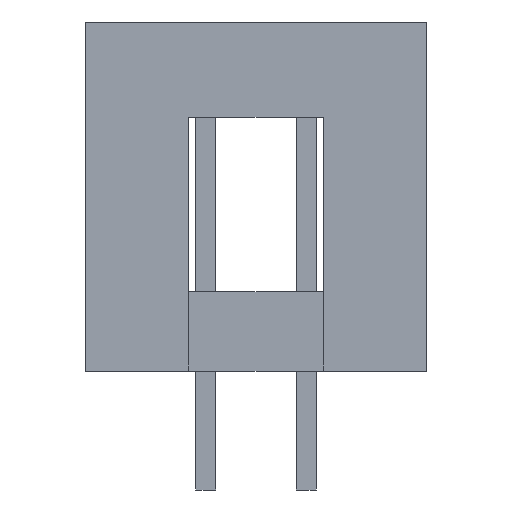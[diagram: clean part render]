
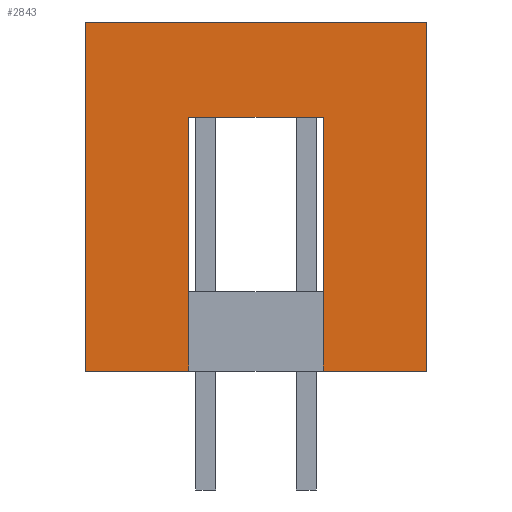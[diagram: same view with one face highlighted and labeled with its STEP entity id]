
A CAD part, left-side view. The second image highlights one B-rep face of the part: STEP entity #2843.
In plain terms, the highlighted planar face has unit normal (-1, 0, 0).
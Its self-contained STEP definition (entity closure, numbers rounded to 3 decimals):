
#2508 = VERTEX_POINT('',#2509);
#2509 = CARTESIAN_POINT('',(-10.1,4.3,8.8));
#2515 = EDGE_CURVE('',#2516,#2508,#2518,.T.);
#2516 = VERTEX_POINT('',#2517);
#2517 = CARTESIAN_POINT('',(-10.1,-4.3,8.8));
#2518 = LINE('',#2519,#2520);
#2519 = CARTESIAN_POINT('',(-10.1,-4.3,8.8));
#2520 = VECTOR('',#2521,1.);
#2521 = DIRECTION('',(0.,1.,0.));
#2651 = VERTEX_POINT('',#2652);
#2652 = CARTESIAN_POINT('',(-10.1,-4.3,0.));
#2681 = EDGE_CURVE('',#2651,#2516,#2682,.T.);
#2682 = LINE('',#2683,#2684);
#2683 = CARTESIAN_POINT('',(-10.1,-4.3,0.));
#2684 = VECTOR('',#2685,1.);
#2685 = DIRECTION('',(0.,0.,1.));
#2799 = EDGE_CURVE('',#2800,#2508,#2802,.T.);
#2800 = VERTEX_POINT('',#2801);
#2801 = CARTESIAN_POINT('',(-10.1,4.3,0.));
#2802 = LINE('',#2803,#2804);
#2803 = CARTESIAN_POINT('',(-10.1,4.3,0.));
#2804 = VECTOR('',#2805,1.);
#2805 = DIRECTION('',(0.,0.,1.));
#2843 = ADVANCED_FACE('',(#2844),#2887,.T.);
#2844 = FACE_BOUND('',#2845,.T.);
#2845 = EDGE_LOOP('',(#2846,#2854,#2855,#2856,#2857,#2865,#2873,#2881));
#2846 = ORIENTED_EDGE('',*,*,#2847,.F.);
#2847 = EDGE_CURVE('',#2651,#2848,#2850,.T.);
#2848 = VERTEX_POINT('',#2849);
#2849 = CARTESIAN_POINT('',(-10.1,-1.7,0.));
#2850 = LINE('',#2851,#2852);
#2851 = CARTESIAN_POINT('',(-10.1,-4.3,0.));
#2852 = VECTOR('',#2853,1.);
#2853 = DIRECTION('',(0.,1.,0.));
#2854 = ORIENTED_EDGE('',*,*,#2681,.T.);
#2855 = ORIENTED_EDGE('',*,*,#2515,.T.);
#2856 = ORIENTED_EDGE('',*,*,#2799,.F.);
#2857 = ORIENTED_EDGE('',*,*,#2858,.F.);
#2858 = EDGE_CURVE('',#2859,#2800,#2861,.T.);
#2859 = VERTEX_POINT('',#2860);
#2860 = CARTESIAN_POINT('',(-10.1,1.7,0.));
#2861 = LINE('',#2862,#2863);
#2862 = CARTESIAN_POINT('',(-10.1,-4.3,0.));
#2863 = VECTOR('',#2864,1.);
#2864 = DIRECTION('',(0.,1.,0.));
#2865 = ORIENTED_EDGE('',*,*,#2866,.F.);
#2866 = EDGE_CURVE('',#2867,#2859,#2869,.T.);
#2867 = VERTEX_POINT('',#2868);
#2868 = CARTESIAN_POINT('',(-10.1,1.7,6.4));
#2869 = LINE('',#2870,#2871);
#2870 = CARTESIAN_POINT('',(-10.1,1.7,6.4));
#2871 = VECTOR('',#2872,1.);
#2872 = DIRECTION('',(0.,0.,-1.));
#2873 = ORIENTED_EDGE('',*,*,#2874,.F.);
#2874 = EDGE_CURVE('',#2875,#2867,#2877,.T.);
#2875 = VERTEX_POINT('',#2876);
#2876 = CARTESIAN_POINT('',(-10.1,-1.7,6.4));
#2877 = LINE('',#2878,#2879);
#2878 = CARTESIAN_POINT('',(-10.1,-1.7,6.4));
#2879 = VECTOR('',#2880,1.);
#2880 = DIRECTION('',(0.,1.,0.));
#2881 = ORIENTED_EDGE('',*,*,#2882,.F.);
#2882 = EDGE_CURVE('',#2848,#2875,#2883,.T.);
#2883 = LINE('',#2884,#2885);
#2884 = CARTESIAN_POINT('',(-10.1,-1.7,0.));
#2885 = VECTOR('',#2886,1.);
#2886 = DIRECTION('',(0.,0.,1.));
#2887 = PLANE('',#2888);
#2888 = AXIS2_PLACEMENT_3D('',#2889,#2890,#2891);
#2889 = CARTESIAN_POINT('',(-10.1,-4.3,0.));
#2890 = DIRECTION('',(-1.,0.,0.));
#2891 = DIRECTION('',(0.,1.,0.));
